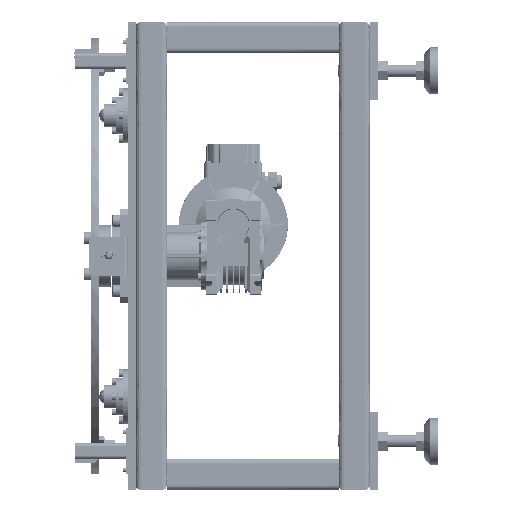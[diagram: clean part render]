
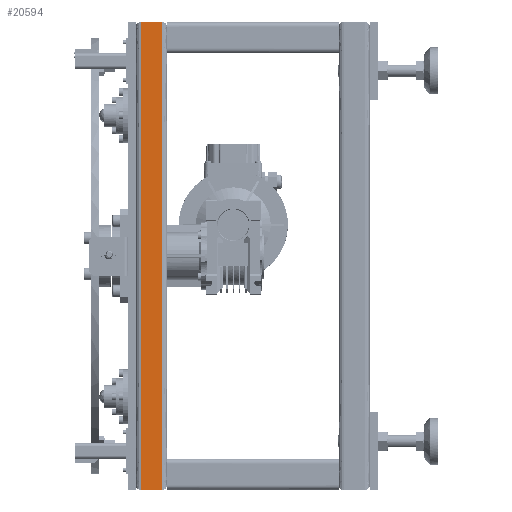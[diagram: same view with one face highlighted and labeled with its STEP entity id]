
A CAD part, left-side view. The second image highlights one B-rep face of the part: STEP entity #20594.
In plain terms, the highlighted free-form (B-spline) face has degree [1, 1] with [2, 2] control points.
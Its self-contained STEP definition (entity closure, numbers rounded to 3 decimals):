
#20565 = VERTEX_POINT('',#20566);
#20566 = CARTESIAN_POINT('',(-270.224,-14.772,
    -270.224));
#20573 = EDGE_CURVE('',#20574,#20565,#20576,.T.);
#20574 = VERTEX_POINT('',#20575);
#20575 = CARTESIAN_POINT('',(-270.224,-14.772,
    270.224));
#20576 = B_SPLINE_CURVE_WITH_KNOTS('',1,(#20577,#20578),.UNSPECIFIED.,
  .F.,.F.,(2,2),(0.,600.),.PIECEWISE_BEZIER_KNOTS.);
#20577 = CARTESIAN_POINT('',(-270.224,-14.772,
    270.224));
#20578 = CARTESIAN_POINT('',(-270.224,-14.772,
    -270.224));
#20594 = ADVANCED_FACE('',(#20595),#20617,.F.);
#20595 = FACE_BOUND('',#20596,.T.);
#20596 = EDGE_LOOP('',(#20597,#20604,#20611,#20616));
#20597 = ORIENTED_EDGE('',*,*,#20598,.F.);
#20598 = EDGE_CURVE('',#20599,#20565,#20601,.T.);
#20599 = VERTEX_POINT('',#20600);
#20600 = CARTESIAN_POINT('',(-270.224,-39.272,
    -270.224));
#20601 = B_SPLINE_CURVE_WITH_KNOTS('',1,(#20602,#20603),.UNSPECIFIED.,
  .F.,.F.,(2,2),(0.,27.2),.PIECEWISE_BEZIER_KNOTS.);
#20602 = CARTESIAN_POINT('',(-270.224,-39.272,
    -270.224));
#20603 = CARTESIAN_POINT('',(-270.224,-14.772,
    -270.224));
#20604 = ORIENTED_EDGE('',*,*,#20605,.F.);
#20605 = EDGE_CURVE('',#20606,#20599,#20608,.T.);
#20606 = VERTEX_POINT('',#20607);
#20607 = CARTESIAN_POINT('',(-270.224,-39.272,
    270.224));
#20608 = B_SPLINE_CURVE_WITH_KNOTS('',1,(#20609,#20610),.UNSPECIFIED.,
  .F.,.F.,(2,2),(0.,600.),.PIECEWISE_BEZIER_KNOTS.);
#20609 = CARTESIAN_POINT('',(-270.224,-39.272,
    270.224));
#20610 = CARTESIAN_POINT('',(-270.224,-39.272,
    -270.224));
#20611 = ORIENTED_EDGE('',*,*,#20612,.F.);
#20612 = EDGE_CURVE('',#20574,#20606,#20613,.T.);
#20613 = B_SPLINE_CURVE_WITH_KNOTS('',1,(#20614,#20615),.UNSPECIFIED.,
  .F.,.F.,(2,2),(-27.2,-0.),.PIECEWISE_BEZIER_KNOTS.);
#20614 = CARTESIAN_POINT('',(-270.224,-14.772,
    270.224));
#20615 = CARTESIAN_POINT('',(-270.224,-39.272,
    270.224));
#20616 = ORIENTED_EDGE('',*,*,#20573,.T.);
#20617 = B_SPLINE_SURFACE_WITH_KNOTS('',1,1,(
    (#20618,#20619)
    ,(#20620,#20621
    )),.UNSPECIFIED.,.F.,.F.,.F.,(2,2),(2,2),(0.,600.),
  (0.,27.2),.PIECEWISE_BEZIER_KNOTS.);
#20618 = CARTESIAN_POINT('',(-270.224,-39.272,
    270.224));
#20619 = CARTESIAN_POINT('',(-270.224,-14.772,
    270.224));
#20620 = CARTESIAN_POINT('',(-270.224,-39.272,
    -270.224));
#20621 = CARTESIAN_POINT('',(-270.224,-14.772,
    -270.224));
